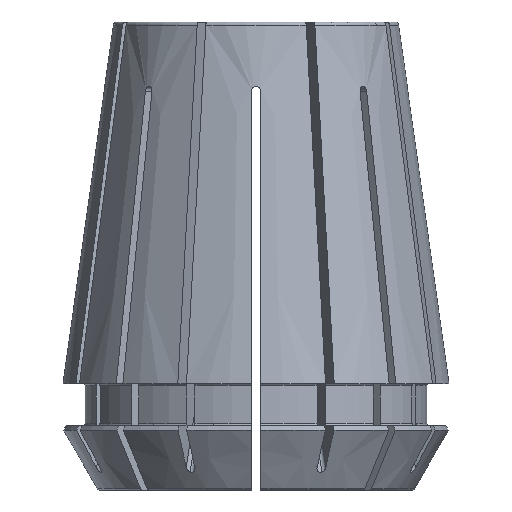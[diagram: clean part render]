
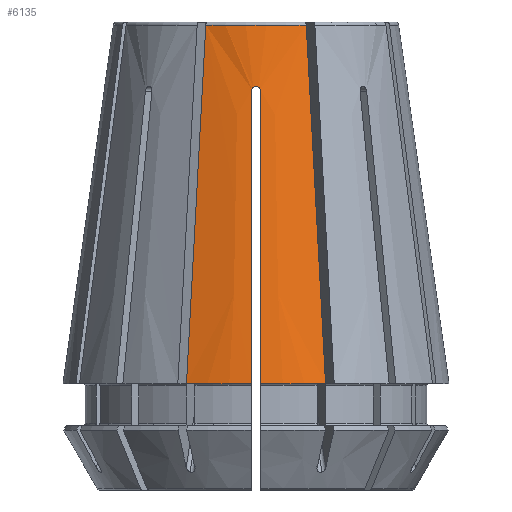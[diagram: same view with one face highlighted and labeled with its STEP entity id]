
A CAD part, front view. The second image highlights one B-rep face of the part: STEP entity #6135.
In plain terms, the highlighted conical face has half-angle 8 degrees and reference radius 16.5 mm.
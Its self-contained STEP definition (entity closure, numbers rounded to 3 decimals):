
#320=CARTESIAN_POINT('',(-0.4,-12.98,34.3));
#321=VERTEX_POINT('',#320);
#322=CARTESIAN_POINT('',(0.4,-12.98,34.3));
#323=VERTEX_POINT('',#322);
#324=CARTESIAN_POINT('',(-0.4,-12.98,34.3));
#325=CARTESIAN_POINT('',(-0.4,-12.951,34.51));
#326=CARTESIAN_POINT('',(-0.001,-12.91,34.89));
#327=CARTESIAN_POINT('',(0.4,-12.951,34.51));
#328=CARTESIAN_POINT('',(0.4,-12.98,34.3));
#329=B_SPLINE_CURVE_WITH_KNOTS('',3,(#324,#325,#326,#327,#328),.UNSPECIFIED.,.F.,.F.,(4,1,4),(0.,0.001,0.001),.UNSPECIFIED.);
#330=EDGE_CURVE('',#321,#323,#329,.T.);
#1407=CARTESIAN_POINT('',(-5.943,-15.393,9.3));
#1408=VERTEX_POINT('',#1407);
#1415=CARTESIAN_POINT('',(-4.294,-11.412,39.942));
#1416=VERTEX_POINT('',#1415);
#1417=CARTESIAN_POINT('',(-5.943,-15.393,9.3));
#1418=CARTESIAN_POINT('',(-5.393,-14.066,19.514));
#1419=CARTESIAN_POINT('',(-4.844,-12.739,29.728));
#1420=CARTESIAN_POINT('',(-4.294,-11.412,39.942));
#1421=B_SPLINE_CURVE_WITH_KNOTS('',3,(#1417,#1418,#1419,#1420),.UNSPECIFIED.,.F.,.F.,(4,4),(0.,0.031),.UNSPECIFIED.);
#1422=EDGE_CURVE('',#1408,#1416,#1421,.T.);
#1472=CARTESIAN_POINT('',(0.4,-16.495,9.3));
#1473=VERTEX_POINT('',#1472);
#1474=CARTESIAN_POINT('',(0.4,-12.98,34.3));
#1475=CARTESIAN_POINT('',(0.4,-13.104,33.421));
#1476=CARTESIAN_POINT('',(0.4,-13.228,32.542));
#1477=CARTESIAN_POINT('',(0.4,-13.351,31.662));
#1478=CARTESIAN_POINT('',(0.4,-14.399,24.208));
#1479=CARTESIAN_POINT('',(0.4,-15.447,16.754));
#1480=CARTESIAN_POINT('',(0.4,-16.495,9.3));
#1481=B_SPLINE_CURVE_WITH_KNOTS('',3,(#1474,#1475,#1476,#1477,#1478,#1479,#1480),.UNSPECIFIED.,.F.,.F.,(4,3,4),(0.021,0.023,0.046),.UNSPECIFIED.);
#1482=EDGE_CURVE('',#323,#1473,#1481,.T.);
#1668=CARTESIAN_POINT('',(4.294,-11.412,39.942));
#1669=VERTEX_POINT('',#1668);
#1677=CARTESIAN_POINT('',(5.943,-15.393,9.3));
#1678=VERTEX_POINT('',#1677);
#1679=CARTESIAN_POINT('',(5.943,-15.393,9.3));
#1680=CARTESIAN_POINT('',(5.393,-14.066,19.514));
#1681=CARTESIAN_POINT('',(4.844,-12.739,29.728));
#1682=CARTESIAN_POINT('',(4.294,-11.412,39.942));
#1683=B_SPLINE_CURVE_WITH_KNOTS('',3,(#1679,#1680,#1681,#1682),.UNSPECIFIED.,.F.,.F.,(4,4),(0.,0.031),.UNSPECIFIED.);
#1684=EDGE_CURVE('',#1678,#1669,#1683,.T.);
#6091=CARTESIAN_POINT('',(0.,0.,9.3));
#6092=DIRECTION('',(0.,0.,-1.));
#6093=DIRECTION('',(-1.,0.,0.));
#6094=AXIS2_PLACEMENT_3D('',#6091,#6092,#6093);
#6095=CONICAL_SURFACE('',#6094,16.5,8.);
#6096=ORIENTED_EDGE('',*,*,#1422,.F.);
#6097=CARTESIAN_POINT('',(-0.4,-16.495,9.3));
#6098=VERTEX_POINT('',#6097);
#6099=CARTESIAN_POINT('',(0.,0.,9.3));
#6100=DIRECTION('',(0.,0.,1.));
#6101=DIRECTION('',(1.,0.,-0.));
#6102=AXIS2_PLACEMENT_3D('',#6099,#6100,#6101);
#6103=CIRCLE('',#6102,16.5);
#6104=EDGE_CURVE('',#1408,#6098,#6103,.T.);
#6105=ORIENTED_EDGE('',*,*,#6104,.T.);
#6106=CARTESIAN_POINT('',(-0.4,-12.98,34.3));
#6107=CARTESIAN_POINT('',(-0.4,-13.104,33.421));
#6108=CARTESIAN_POINT('',(-0.4,-13.228,32.542));
#6109=CARTESIAN_POINT('',(-0.4,-13.351,31.662));
#6110=CARTESIAN_POINT('',(-0.4,-14.399,24.208));
#6111=CARTESIAN_POINT('',(-0.4,-15.447,16.754));
#6112=CARTESIAN_POINT('',(-0.4,-16.495,9.3));
#6113=B_SPLINE_CURVE_WITH_KNOTS('',3,(#6106,#6107,#6108,#6109,#6110,#6111,#6112),.UNSPECIFIED.,.F.,.F.,(4,3,4),(0.021,0.023,0.046),.UNSPECIFIED.);
#6114=EDGE_CURVE('',#321,#6098,#6113,.T.);
#6115=ORIENTED_EDGE('',*,*,#6114,.F.);
#6116=ORIENTED_EDGE('',*,*,#330,.T.);
#6117=ORIENTED_EDGE('',*,*,#1482,.T.);
#6118=CARTESIAN_POINT('',(0.,0.,9.3));
#6119=DIRECTION('',(0.,0.,1.));
#6120=DIRECTION('',(1.,0.,-0.));
#6121=AXIS2_PLACEMENT_3D('',#6118,#6119,#6120);
#6122=CIRCLE('',#6121,16.5);
#6123=EDGE_CURVE('',#1473,#1678,#6122,.T.);
#6124=ORIENTED_EDGE('',*,*,#6123,.T.);
#6125=ORIENTED_EDGE('',*,*,#1684,.T.);
#6126=CARTESIAN_POINT('',(0.,0.,39.942));
#6127=DIRECTION('',(0.,0.,1.));
#6128=DIRECTION('',(1.,0.,-0.));
#6129=AXIS2_PLACEMENT_3D('',#6126,#6127,#6128);
#6130=CIRCLE('',#6129,12.194);
#6131=EDGE_CURVE('',#1416,#1669,#6130,.T.);
#6132=ORIENTED_EDGE('',*,*,#6131,.F.);
#6133=EDGE_LOOP('',(#6096,#6105,#6115,#6116,#6117,#6124,#6125,#6132));
#6134=FACE_BOUND('',#6133,.T.);
#6135=ADVANCED_FACE('',(#6134),#6095,.T.);
